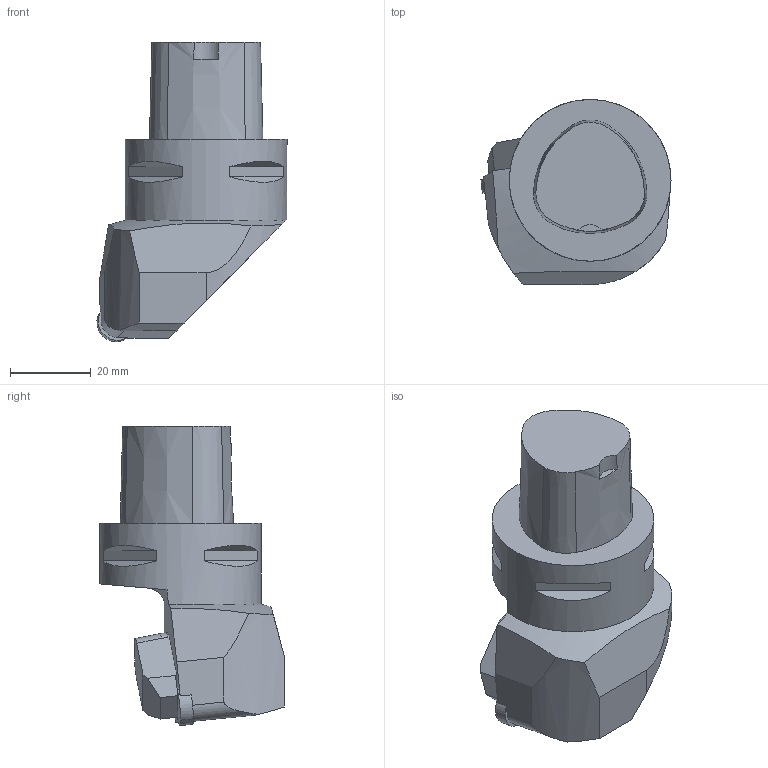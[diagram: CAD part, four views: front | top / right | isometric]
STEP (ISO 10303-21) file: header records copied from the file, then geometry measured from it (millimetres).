
FILE_DESCRIPTION(/* description */ (''),/* implementation_level */ '2;1');
FILE_NAME(/* name */ '1517920357969.stp',/* time_stamp */ '2018-02-06T13:32:42+01:00',/* author */ (''),/* organization */ ('SMS'),/* preprocessor_version */ 'ST-DEVELOPER v15',/* originating_system */ 'SIEMENS PLM Software NX 8.5',/* authorisation */ '');
FILE_SCHEMA (('AUTOMOTIVE_DESIGN { 1 0 10303 214 3 1 1 1 }'));
Length unit declared in the file: millimetre
Products named in the file (4): ASSEMBLY_CONSTRUCTION; 201376110mod000_00; 201440012mod000_00; 201440010mod000_00
Assembly tree (3 placements, depth 2):
  201440010mod000_00
    201440012mod000_00
    201376110mod000_00
    ASSEMBLY_CONSTRUCTION
Bounding box: 46.99 x 45.7 x 73.98 mm (x, y, z)
Volume: 59962.8 mm3; surface area: 11452.7 mm2
Topology: 2 solids, 4 shells, 80 faces, 201 edges, 140 vertices
Faces by surface type: plane 48, cylinder 18, cone 10, extrusion 4
Full cylindrical faces by diameter (mm): 8 x1, 40 x1
Entity records: 2757 total; most frequent: CARTESIAN_POINT 664, DIRECTION 418, ORIENTED_EDGE 386, EDGE_CURVE 193, AXIS2_PLACEMENT_3D 152, VERTEX_POINT 130, VECTOR 114, LINE 110
